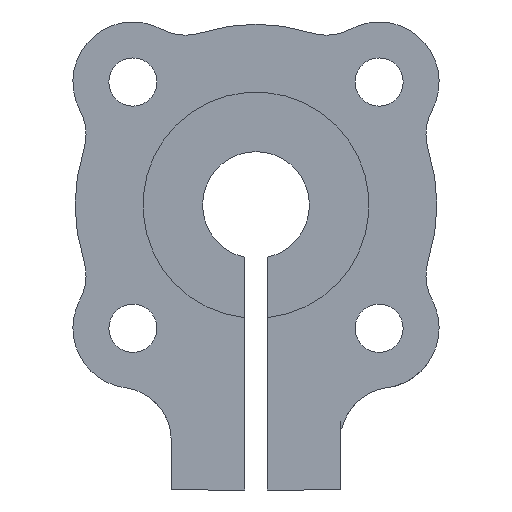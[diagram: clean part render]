
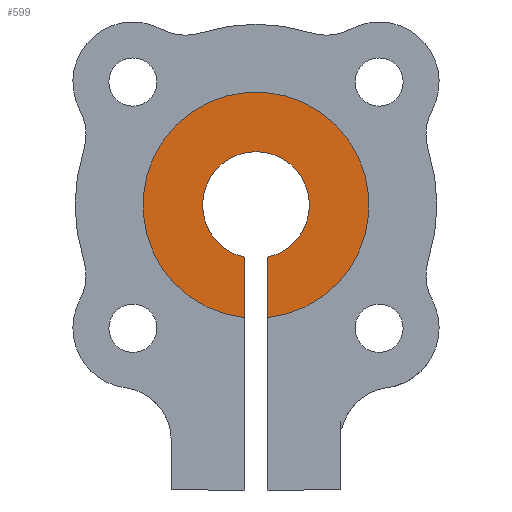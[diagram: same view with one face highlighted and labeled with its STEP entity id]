
A CAD part, front view. The second image highlights one B-rep face of the part: STEP entity #599.
In plain terms, the highlighted planar face has unit normal (0, -1, 0).
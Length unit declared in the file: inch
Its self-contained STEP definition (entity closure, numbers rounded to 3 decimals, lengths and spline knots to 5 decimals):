
#122 = AXIS2_PLACEMENT_3D ( 'NONE', #1211, #1183, #1170 ) ;
#169 = CARTESIAN_POINT ( 'NONE',  ( -0.025, 0., -0.24875 ) ) ;
#191 = CARTESIAN_POINT ( 'NONE',  ( 0.025, 0., -0.11543 ) ) ;
#245 = VERTEX_POINT ( 'NONE', #1526 ) ;
#278 = ORIENTED_EDGE ( 'NONE', *, *, #690, .F. ) ;
#358 = ORIENTED_EDGE ( 'NONE', *, *, #652, .T. ) ;
#448 = VERTEX_POINT ( 'NONE', #472 ) ;
#472 = CARTESIAN_POINT ( 'NONE',  ( 0.025, 0., -0.24875 ) ) ;
#474 = FACE_OUTER_BOUND ( 'NONE', #1053, .T. ) ;
#560 = EDGE_CURVE ( 'NONE', #1540, #448, #855, .T. ) ;
#599 = ADVANCED_FACE ( 'NONE', ( #474 ), #1290, .F. ) ;
#652 = EDGE_CURVE ( 'NONE', #1540, #245, #1100, .T. ) ;
#659 = AXIS2_PLACEMENT_3D ( 'NONE', #792, #790, #783 ) ;
#690 = EDGE_CURVE ( 'NONE', #1160, #245, #1291, .T. ) ;
#695 = VECTOR ( 'NONE', #1009, 39.37008 ) ;
#707 = EDGE_CURVE ( 'NONE', #1160, #448, #938, .T. ) ;
#728 = DIRECTION ( 'NONE',  ( 0., 0., -1. ) ) ;
#755 = CARTESIAN_POINT ( 'NONE',  ( 0.025, 0., -0.39922 ) ) ;
#783 = DIRECTION ( 'NONE',  ( 0., 0., -1. ) ) ;
#790 = DIRECTION ( 'NONE',  ( 0., -1., 0. ) ) ;
#792 = CARTESIAN_POINT ( 'NONE',  ( 0., 0., 0. ) ) ;
#855 = CIRCLE ( 'NONE', #1384, 0.25 ) ;
#938 = LINE ( 'NONE', #755, #1225 ) ;
#1009 = DIRECTION ( 'NONE',  ( 0., 0., 1. ) ) ;
#1015 = CARTESIAN_POINT ( 'NONE',  ( -0.025, 0., -0.39922 ) ) ;
#1053 = EDGE_LOOP ( 'NONE', ( #358, #278, #1104, #1062 ) ) ;
#1062 = ORIENTED_EDGE ( 'NONE', *, *, #560, .F. ) ;
#1100 = LINE ( 'NONE', #1015, #695 ) ;
#1104 = ORIENTED_EDGE ( 'NONE', *, *, #707, .T. ) ;
#1160 = VERTEX_POINT ( 'NONE', #191 ) ;
#1170 = DIRECTION ( 'NONE',  ( 0., 0., 1. ) ) ;
#1183 = DIRECTION ( 'NONE',  ( 0., 1., 0. ) ) ;
#1211 = CARTESIAN_POINT ( 'NONE',  ( 0., 0., 0. ) ) ;
#1225 = VECTOR ( 'NONE', #728, 39.37008 ) ;
#1290 = PLANE ( 'NONE',  #122 ) ;
#1291 = CIRCLE ( 'NONE', #659, 0.11811 ) ;
#1293 = DIRECTION ( 'NONE',  ( 0., 0., 1. ) ) ;
#1294 = DIRECTION ( 'NONE',  ( 0., 1., 0. ) ) ;
#1328 = CARTESIAN_POINT ( 'NONE',  ( 0., 0., 0. ) ) ;
#1384 = AXIS2_PLACEMENT_3D ( 'NONE', #1328, #1294, #1293 ) ;
#1526 = CARTESIAN_POINT ( 'NONE',  ( -0.025, 0., -0.11543 ) ) ;
#1540 = VERTEX_POINT ( 'NONE', #169 ) ;
